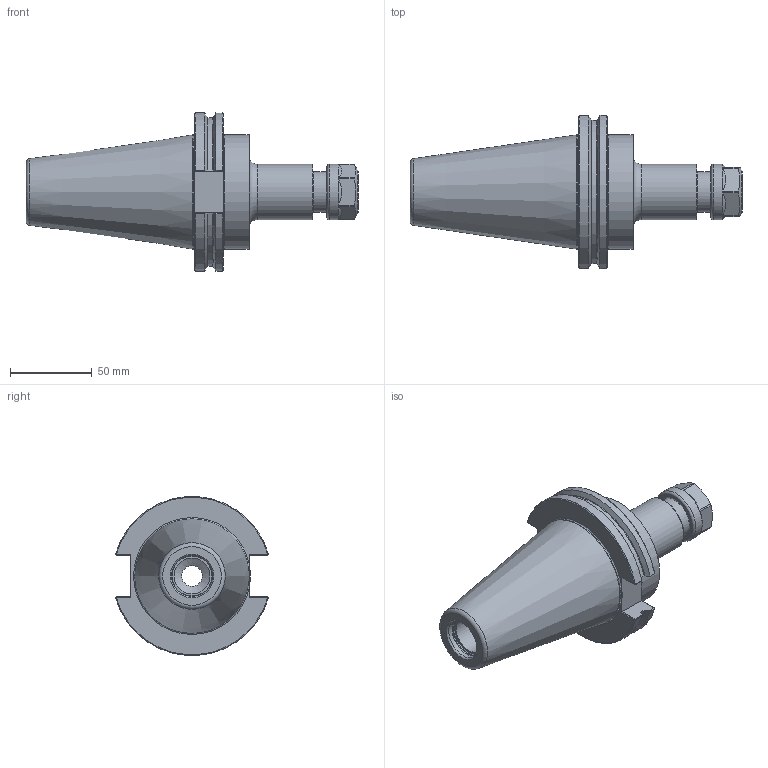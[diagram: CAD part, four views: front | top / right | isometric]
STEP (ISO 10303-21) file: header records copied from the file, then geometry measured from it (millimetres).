
FILE_DESCRIPTION(/* description */ (''),/* implementation_level */ '2;1');
FILE_NAME(/* name */ 'DCAT50-ER20H-0400.stp',/* time_stamp */ '2019-06-11T12:06:55-05:00',/* author */ ('ldfli'),/* organization */ (''),/* preprocessor_version */ 'ST-DEVELOPER v18',/* originating_system */ 'Autodesk Inventor LT',/* authorisation */ '');
FILE_SCHEMA (('AUTOMOTIVE_DESIGN { 1 0 10303 214 3 1 1 }'));
Length unit declared in the file: millimetre
Products named in the file (1): DCAT50-ER20H-0400
Bounding box: 203.37 x 93.8 x 97.14 mm (x, y, z)
Volume: 441714.6 mm3; surface area: 57965.6 mm2
Topology: 2 solids, 2 shells, 112 faces, 340 edges, 239 vertices
Faces by surface type: plane 48, cylinder 21, torus 21, cone 21, bspline 1
Full cylindrical faces by diameter (mm): 10 x1, 12.751 x1, 14.5 x1, 15.71 x1, 18.708 x1, 21.971 x1, 23.5 x1, 25 x2, 25.4 x1, 26 x1, 34 x2, 69.85 x1, 70 x1
Entity records: 4031 total; most frequent: CARTESIAN_POINT 902, ORIENTED_EDGE 680, DIRECTION 674, EDGE_CURVE 340, AXIS2_PLACEMENT_3D 286, VERTEX_POINT 239, CIRCLE 174, EDGE_LOOP 123
